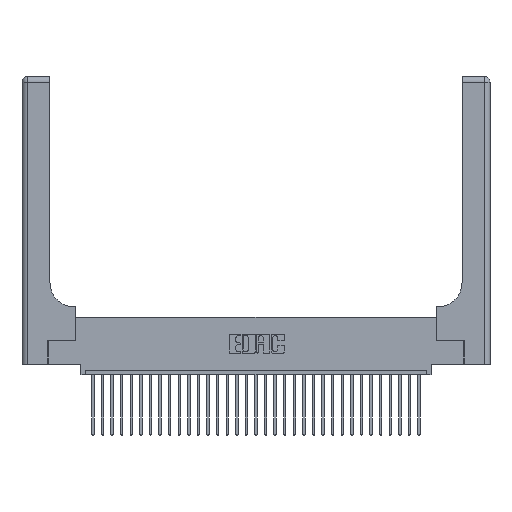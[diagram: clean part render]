
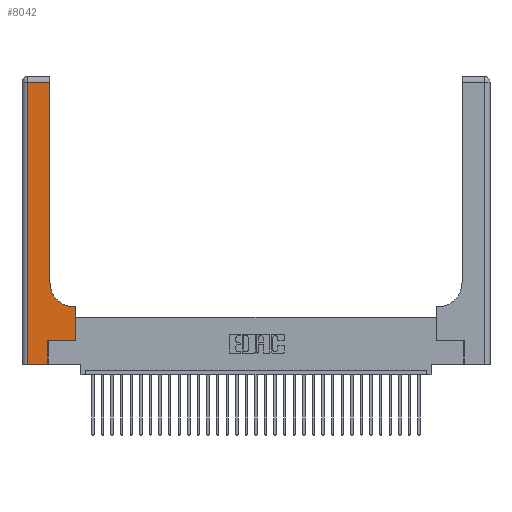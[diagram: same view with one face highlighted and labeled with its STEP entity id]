
A CAD part, top view. The second image highlights one B-rep face of the part: STEP entity #8042.
In plain terms, the highlighted planar face has unit normal (0, 0, 1).
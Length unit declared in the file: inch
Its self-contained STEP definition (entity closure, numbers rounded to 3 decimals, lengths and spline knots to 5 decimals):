
#831 = EDGE_CURVE ( 'NONE', #12984, #29598, #27745, .T. ) ;
#942 = VERTEX_POINT ( 'NONE', #27258 ) ;
#1445 = EDGE_CURVE ( 'NONE', #942, #25092, #27332, .T. ) ;
#1961 = CARTESIAN_POINT ( 'NONE',  ( 0.5585, 0.25, 0.37 ) ) ;
#2829 = EDGE_CURVE ( 'NONE', #25642, #5555, #8433, .T. ) ;
#3081 = DIRECTION ( 'NONE',  ( -1., 0., 0. ) ) ;
#3181 = DIRECTION ( 'NONE',  ( 1., 0., 0. ) ) ;
#3488 = ORIENTED_EDGE ( 'NONE', *, *, #831, .T. ) ;
#3704 = ORIENTED_EDGE ( 'NONE', *, *, #10342, .T. ) ;
#4496 = VECTOR ( 'NONE', #3081, 39.37008 ) ;
#5555 = VERTEX_POINT ( 'NONE', #8427 ) ;
#5760 = CARTESIAN_POINT ( 'NONE',  ( 0.5585, 0.6, 0.37 ) ) ;
#6024 = PLANE ( 'NONE',  #12821 ) ;
#6341 = EDGE_CURVE ( 'NONE', #5555, #12984, #21669, .T. ) ;
#7035 = ORIENTED_EDGE ( 'NONE', *, *, #8216, .T. ) ;
#7409 = LINE ( 'NONE', #24099, #25863 ) ;
#7557 = CARTESIAN_POINT ( 'NONE',  ( 0.2915, 0.85, 0.37 ) ) ;
#8013 = CARTESIAN_POINT ( 'NONE',  ( 0.2915, 3., 0.37 ) ) ;
#8042 = ADVANCED_FACE ( 'NONE', ( #32238 ), #6024, .F. ) ;
#8216 = EDGE_CURVE ( 'NONE', #12360, #942, #23942, .T. ) ;
#8427 = CARTESIAN_POINT ( 'NONE',  ( 0.269, 0., 0.37 ) ) ;
#8433 = LINE ( 'NONE', #16205, #25287 ) ;
#8446 = EDGE_CURVE ( 'NONE', #25092, #25642, #7409, .T. ) ;
#8716 = VERTEX_POINT ( 'NONE', #5760 ) ;
#9447 = ORIENTED_EDGE ( 'NONE', *, *, #8446, .T. ) ;
#10342 = EDGE_CURVE ( 'NONE', #8716, #22273, #25704, .T. ) ;
#10505 = LINE ( 'NONE', #1961, #32198 ) ;
#10981 = CARTESIAN_POINT ( 'NONE',  ( 0.06, 2.94, 0.37 ) ) ;
#11166 = CARTESIAN_POINT ( 'NONE',  ( 0., 2.94, 0.37 ) ) ;
#11696 = CARTESIAN_POINT ( 'NONE',  ( 0.5415, 0.6, 0.37 ) ) ;
#11832 = DIRECTION ( 'NONE',  ( 1., 0., 0. ) ) ;
#12360 = VERTEX_POINT ( 'NONE', #7557 ) ;
#12363 = DIRECTION ( 'NONE',  ( 0., -1., 0. ) ) ;
#12821 = AXIS2_PLACEMENT_3D ( 'NONE', #20974, #21782, #15150 ) ;
#12984 = VERTEX_POINT ( 'NONE', #15294 ) ;
#13323 = DIRECTION ( 'NONE',  ( 0., 1., 0. ) ) ;
#13722 = DIRECTION ( 'NONE',  ( -1., 0., 0. ) ) ;
#14718 = ORIENTED_EDGE ( 'NONE', *, *, #2829, .T. ) ;
#14800 = VECTOR ( 'NONE', #13722, 39.37008 ) ;
#14828 = VECTOR ( 'NONE', #11832, 39.37008 ) ;
#15150 = DIRECTION ( 'NONE',  ( -1., 0., 0. ) ) ;
#15294 = CARTESIAN_POINT ( 'NONE',  ( 0.269, 0.25, 0.37 ) ) ;
#15355 = CIRCLE ( 'NONE', #29703, 0.25 ) ;
#16205 = CARTESIAN_POINT ( 'NONE',  ( 0., 0., 0.37 ) ) ;
#16345 = ORIENTED_EDGE ( 'NONE', *, *, #18528, .T. ) ;
#16494 = VECTOR ( 'NONE', #13323, 39.37008 ) ;
#16611 = EDGE_LOOP ( 'NONE', ( #7035, #30077, #9447, #14718, #18098, #3488, #16345, #3704, #19568 ) ) ;
#16636 = DIRECTION ( 'NONE',  ( 1., 0., 0. ) ) ;
#17019 = VECTOR ( 'NONE', #22175, 39.37008 ) ;
#18098 = ORIENTED_EDGE ( 'NONE', *, *, #6341, .T. ) ;
#18487 = CARTESIAN_POINT ( 'NONE',  ( 0.5415, 0.85, 0.37 ) ) ;
#18528 = EDGE_CURVE ( 'NONE', #29598, #8716, #10505, .T. ) ;
#19568 = ORIENTED_EDGE ( 'NONE', *, *, #31427, .T. ) ;
#20343 = CARTESIAN_POINT ( 'NONE',  ( 0.2915, 0.6, 0.37 ) ) ;
#20974 = CARTESIAN_POINT ( 'NONE',  ( 0., 3., 0.37 ) ) ;
#21669 = LINE ( 'NONE', #26957, #17019 ) ;
#21782 = DIRECTION ( 'NONE',  ( 0., 0., -1. ) ) ;
#22079 = DIRECTION ( 'NONE',  ( 0., 1., 0. ) ) ;
#22175 = DIRECTION ( 'NONE',  ( 0., 1., 0. ) ) ;
#22273 = VERTEX_POINT ( 'NONE', #11696 ) ;
#23942 = LINE ( 'NONE', #8013, #16494 ) ;
#24099 = CARTESIAN_POINT ( 'NONE',  ( 0.06, 3., 0.37 ) ) ;
#24628 = CARTESIAN_POINT ( 'NONE',  ( 0.269, 0.25, 0.37 ) ) ;
#25092 = VERTEX_POINT ( 'NONE', #10981 ) ;
#25287 = VECTOR ( 'NONE', #16636, 39.37008 ) ;
#25642 = VERTEX_POINT ( 'NONE', #25972 ) ;
#25704 = LINE ( 'NONE', #20343, #4496 ) ;
#25863 = VECTOR ( 'NONE', #12363, 39.37008 ) ;
#25972 = CARTESIAN_POINT ( 'NONE',  ( 0.06, 0., 0.37 ) ) ;
#26957 = CARTESIAN_POINT ( 'NONE',  ( 0.269, 0., 0.37 ) ) ;
#27258 = CARTESIAN_POINT ( 'NONE',  ( 0.2915, 2.94, 0.37 ) ) ;
#27332 = LINE ( 'NONE', #11166, #14800 ) ;
#27745 = LINE ( 'NONE', #24628, #14828 ) ;
#29598 = VERTEX_POINT ( 'NONE', #31880 ) ;
#29703 = AXIS2_PLACEMENT_3D ( 'NONE', #18487, #31160, #3181 ) ;
#30077 = ORIENTED_EDGE ( 'NONE', *, *, #1445, .T. ) ;
#31160 = DIRECTION ( 'NONE',  ( 0., 0., -1. ) ) ;
#31427 = EDGE_CURVE ( 'NONE', #22273, #12360, #15355, .T. ) ;
#31880 = CARTESIAN_POINT ( 'NONE',  ( 0.5585, 0.25, 0.37 ) ) ;
#32198 = VECTOR ( 'NONE', #22079, 39.37008 ) ;
#32238 = FACE_OUTER_BOUND ( 'NONE', #16611, .T. ) ;
